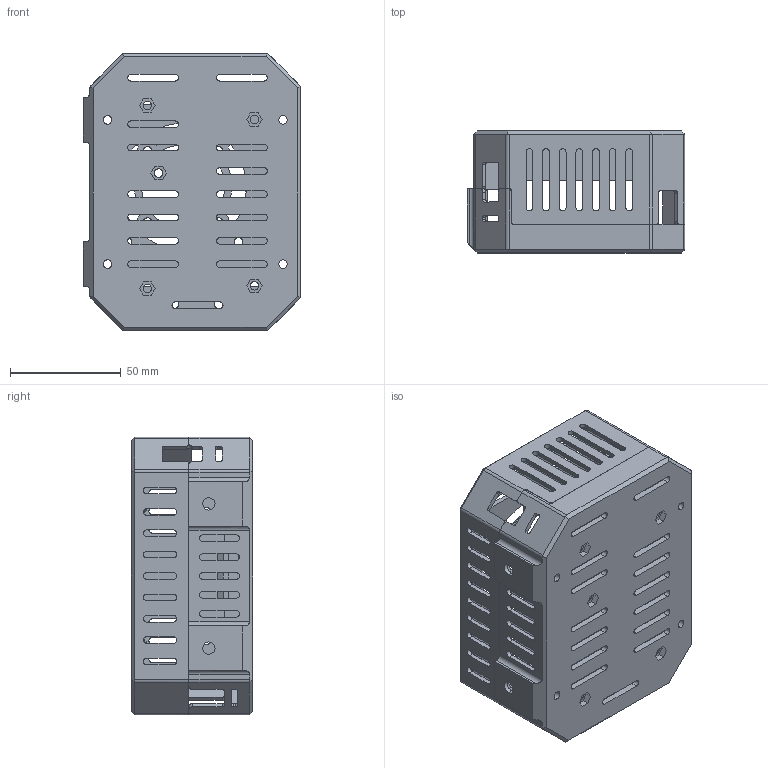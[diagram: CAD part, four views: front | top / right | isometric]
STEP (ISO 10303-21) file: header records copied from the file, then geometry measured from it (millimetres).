
FILE_DESCRIPTION (( 'STEP AP214' ), '1' );
FILE_NAME ('CASE ARDUINO_2560_MEGA + RAMPS V2.STEP', '2019-06-23T18:37:22', ( '' ), ( '' ), 'SwSTEP 2.0', 'SolidWorks 2018', '' );
FILE_SCHEMA (( 'AUTOMOTIVE_DESIGN' ));
Length unit declared in the file: millimetre
Products named in the file (3): CASE ARDUINO_2560_MEGA + RAMPS V2; CASE-B; CASE-A2
Assembly tree (2 placements, depth 2):
  CASE ARDUINO_2560_MEGA + RAMPS V2
    CASE-A2
    CASE-B
Bounding box: 98 x 54.8 x 125 mm (x, y, z)
Volume: 84702.9 mm3; surface area: 81396.7 mm2
Topology: 2 solids, 2 shells, 853 faces, 2332 edges, 1469 vertices
Faces by surface type: cylinder 375, plane 358, cone 46, torus 42, sphere 24, bspline 8
Entity records: 27577 total; most frequent: CARTESIAN_POINT 5238, DIRECTION 4757, ORIENTED_EDGE 4600, EDGE_CURVE 2300, AXIS2_PLACEMENT_3D 1688, VERTEX_POINT 1469, VECTOR 1381, LINE 1381
